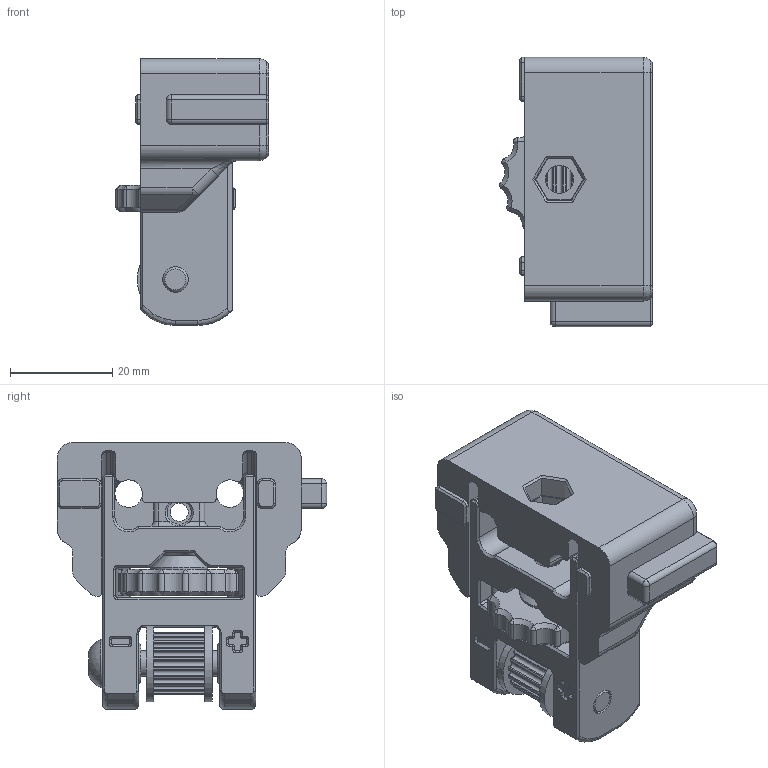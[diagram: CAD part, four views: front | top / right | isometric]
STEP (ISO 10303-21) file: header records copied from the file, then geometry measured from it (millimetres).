
FILE_DESCRIPTION(/* description */ (''),/* implementation_level */ '2;1');
FILE_NAME(/* name */ 'Lovely Frog Z Idler.step',/* time_stamp */ '2023-01-09T21:10:29+01:00',/* author */ (''),/* organization */ (''),/* preprocessor_version */ 'ST-DEVELOPER v19',/* originating_system */ 'Autodesk Translation Framework v11.7.0.108',/* authorisation */ '');
FILE_SCHEMA (('AUTOMOTIVE_DESIGN { 1 0 10303 214 3 1 1 }'));
Length unit declared in the file: millimetre
Products named in the file (6): Lovely Frog Z Idler; Z Idler A; Z Tensioner 9mm; GT2 20T Idler Gates 9mm; M5x30 BHCS (20); Wheel
Assembly tree (5 placements, depth 4):
  Lovely Frog Z Idler
    Z Idler A
      Z Tensioner 9mm
        GT2 20T Idler Gates 9mm
        M5x30 BHCS (20)
    Wheel
Bounding box: 29.94 x 52.7 x 52.23 mm (x, y, z)
Volume: 32785.9 mm3; surface area: 17335.4 mm2
Topology: 7 solids, 7 shells, 743 faces, 1854 edges, 1098 vertices
Faces by surface type: plane 266, cylinder 250, cone 146, bspline 41, torus 22, sphere 18
Full cylindrical faces by diameter (mm): 3.5 x1, 4.7 x1, 5 x5, 5.4 x2, 5.5 x3, 5.8 x2, 8 x1, 8.2 x2, 9 x4, 9.5 x1, 11.1 x1, 15 x2
Entity records: 23019 total; most frequent: CARTESIAN_POINT 5236, DIRECTION 3827, ORIENTED_EDGE 3618, EDGE_CURVE 1809, AXIS2_PLACEMENT_3D 1425, VERTEX_POINT 1098, LINE 977, VECTOR 977
